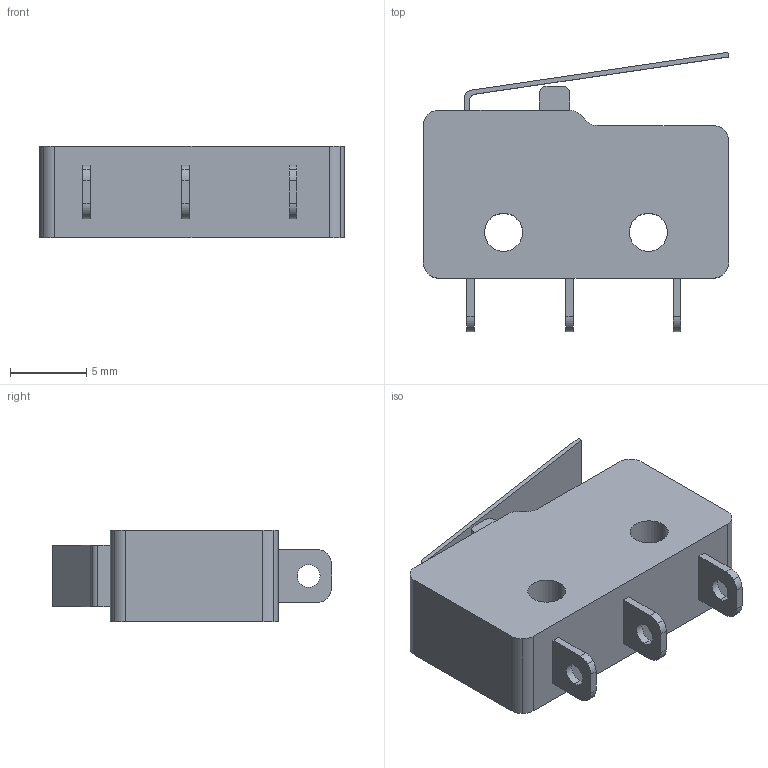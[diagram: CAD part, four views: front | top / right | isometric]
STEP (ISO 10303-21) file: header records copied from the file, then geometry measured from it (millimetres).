
FILE_DESCRIPTION (( 'STEP AP214' ), '1' );
FILE_NAME ('Limit switch by taitran.STEP', '2021-04-10T05:02:14', ( '' ), ( '' ), 'SwSTEP 2.0', 'SolidWorks 2020', '' );
FILE_SCHEMA (( 'AUTOMOTIVE_DESIGN' ));
Length unit declared in the file: millimetre
Products named in the file (1): Limit switch by taitran
Bounding box: 20 x 18.3 x 6 mm (x, y, z)
Volume: 1248.4 mm3; surface area: 1102.8 mm2
Topology: 1 solids, 1 shells, 78 faces, 214 edges, 142 vertices
Faces by surface type: cylinder 42, plane 36
Entity records: 2945 total; most frequent: DIRECTION 456, CARTESIAN_POINT 435, ORIENTED_EDGE 428, EDGE_CURVE 214, AXIS2_PLACEMENT_3D 163, VERTEX_POINT 142, LINE 130, VECTOR 130
